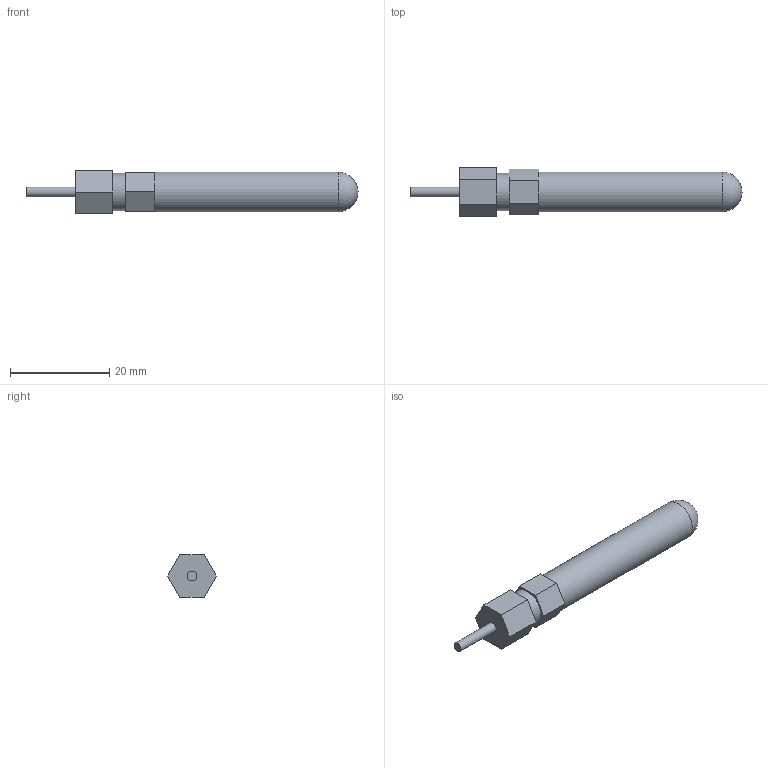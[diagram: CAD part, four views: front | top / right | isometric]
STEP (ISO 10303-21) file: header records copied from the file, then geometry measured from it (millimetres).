
FILE_DESCRIPTION(('FreeCAD Model'),'2;1');
FILE_NAME('Open CASCADE Shape Model','2024-12-09T16:49:48',(''),(''), 'Open CASCADE STEP processor 7.8','FreeCAD','Unknown');
FILE_SCHEMA(('AUTOMOTIVE_DESIGN { 1 0 10303 214 1 1 1 1 }'));
Length unit declared in the file: millimetre
Products named in the file (1): LoRa_Antenna
Bounding box: 67 x 9.81 x 8.5 mm (x, y, z)
Volume: 2937.6 mm3; surface area: 1636.7 mm2
Topology: 1 solids, 1 shells, 26 faces, 59 edges, 37 vertices
Faces by surface type: plane 22, cylinder 3, sphere 1
Full cylindrical faces by diameter (mm): 2 x1, 7.5 x1, 8 x1
Entity records: 738 total; most frequent: DIRECTION 125, CARTESIAN_POINT 122, ORIENTED_EDGE 116, EDGE_CURVE 58, LINE 45, VECTOR 45, AXIS2_PLACEMENT_3D 40, VERTEX_POINT 37
